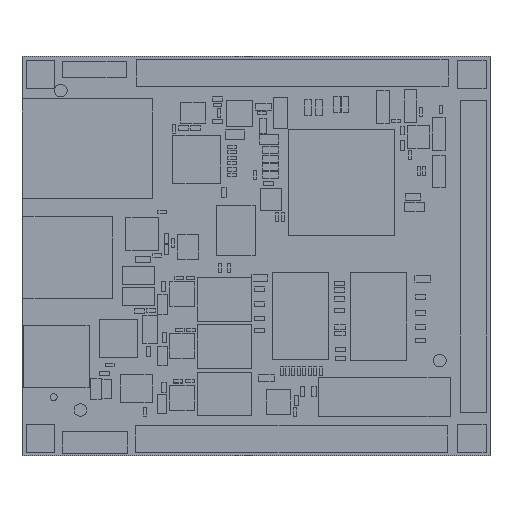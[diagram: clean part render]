
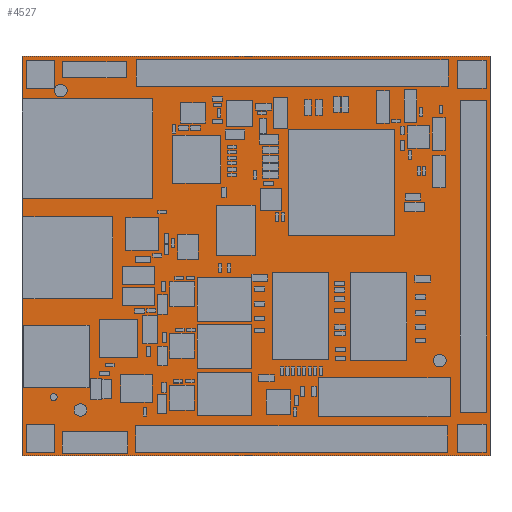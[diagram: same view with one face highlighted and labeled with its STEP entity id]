
A CAD part, top view. The second image highlights one B-rep face of the part: STEP entity #4527.
In plain terms, the highlighted planar face has unit normal (0, 0, 1).
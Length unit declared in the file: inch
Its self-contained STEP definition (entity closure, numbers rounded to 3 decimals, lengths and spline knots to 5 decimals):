
#1560=CIRCLE($,#3241,0.02269);
#1561=CIRCLE($,#3242,0.02269);
#1564=CIRCLE($,#3247,0.02269);
#1565=CIRCLE($,#3248,0.02269);
#1568=CIRCLE($,#3253,0.02269);
#1569=CIRCLE($,#3254,0.02269);
#1572=CIRCLE($,#3259,0.02269);
#1573=CIRCLE($,#3260,0.02269);
#1576=CIRCLE($,#3265,0.02175);
#1577=CIRCLE($,#3266,0.02175);
#1580=CIRCLE($,#3271,0.02205);
#1581=CIRCLE($,#3272,0.02205);
#1584=CIRCLE($,#3277,0.02269);
#1585=CIRCLE($,#3278,0.02269);
#1588=CIRCLE($,#3283,0.02269);
#1589=CIRCLE($,#3284,0.02269);
#2695=FACE_OUTER_BOUND($,#2965,.F.);
#2701=FACE_OUTER_BOUND($,#2971,.T.);
#2705=FACE_OUTER_BOUND($,#2975,.T.);
#2709=FACE_OUTER_BOUND($,#2979,.T.);
#2713=FACE_OUTER_BOUND($,#2983,.T.);
#2717=FACE_OUTER_BOUND($,#2987,.T.);
#2721=FACE_OUTER_BOUND($,#2991,.T.);
#2725=FACE_OUTER_BOUND($,#2995,.T.);
#2729=FACE_OUTER_BOUND($,#2999,.T.);
#2965=EDGE_LOOP($,(#4781,#4782,#4783,#4784));
#2971=EDGE_LOOP($,(#4805,#4806));
#2975=EDGE_LOOP($,(#4817,#4818));
#2979=EDGE_LOOP($,(#4829,#4830));
#2983=EDGE_LOOP($,(#4841,#4842));
#2987=EDGE_LOOP($,(#4853,#4854));
#2991=EDGE_LOOP($,(#4865,#4866));
#2995=EDGE_LOOP($,(#4877,#4878));
#2999=EDGE_LOOP($,(#4889,#4890));
#3235=AXIS2_PLACEMENT_3D($,#10045,#8588,$);
#3241=AXIS2_PLACEMENT_3D($,#10057,#8588,$);
#3242=AXIS2_PLACEMENT_3D($,#10058,#8588,$);
#3247=AXIS2_PLACEMENT_3D($,#10069,#8588,$);
#3248=AXIS2_PLACEMENT_3D($,#10070,#8588,$);
#3253=AXIS2_PLACEMENT_3D($,#10081,#8588,$);
#3254=AXIS2_PLACEMENT_3D($,#10082,#8588,$);
#3259=AXIS2_PLACEMENT_3D($,#10093,#8588,$);
#3260=AXIS2_PLACEMENT_3D($,#10094,#8588,$);
#3265=AXIS2_PLACEMENT_3D($,#10105,#8588,$);
#3266=AXIS2_PLACEMENT_3D($,#10106,#8588,$);
#3271=AXIS2_PLACEMENT_3D($,#10117,#8588,$);
#3272=AXIS2_PLACEMENT_3D($,#10118,#8588,$);
#3277=AXIS2_PLACEMENT_3D($,#10129,#8588,$);
#3278=AXIS2_PLACEMENT_3D($,#10130,#8588,$);
#3283=AXIS2_PLACEMENT_3D($,#10141,#8588,$);
#3284=AXIS2_PLACEMENT_3D($,#10142,#8588,$);
#4291=PLANE($,#3235);
#4527=ADVANCED_FACE($,(#2695,#2701,#2705,#2709,#2713,#2717,#2721,#2725,
#2729),#4291,.T.);
#4781=ORIENTED_EDGE($,*,*,#5825,.T.);
#4782=ORIENTED_EDGE($,*,*,#5826,.T.);
#4783=ORIENTED_EDGE($,*,*,#5827,.T.);
#4784=ORIENTED_EDGE($,*,*,#5828,.T.);
#4805=ORIENTED_EDGE($,*,*,#5838,.T.);
#4806=ORIENTED_EDGE($,*,*,#5839,.T.);
#4817=ORIENTED_EDGE($,*,*,#5845,.T.);
#4818=ORIENTED_EDGE($,*,*,#5846,.T.);
#4829=ORIENTED_EDGE($,*,*,#5852,.T.);
#4830=ORIENTED_EDGE($,*,*,#5853,.T.);
#4841=ORIENTED_EDGE($,*,*,#5859,.T.);
#4842=ORIENTED_EDGE($,*,*,#5860,.T.);
#4853=ORIENTED_EDGE($,*,*,#5866,.T.);
#4854=ORIENTED_EDGE($,*,*,#5867,.T.);
#4865=ORIENTED_EDGE($,*,*,#5873,.T.);
#4866=ORIENTED_EDGE($,*,*,#5874,.T.);
#4877=ORIENTED_EDGE($,*,*,#5880,.T.);
#4878=ORIENTED_EDGE($,*,*,#5881,.T.);
#4889=ORIENTED_EDGE($,*,*,#5887,.T.);
#4890=ORIENTED_EDGE($,*,*,#5888,.T.);
#5825=EDGE_CURVE($,#7463,#7464,#6929,.T.);
#5826=EDGE_CURVE($,#7464,#7465,#6930,.T.);
#5827=EDGE_CURVE($,#7465,#7466,#6931,.T.);
#5828=EDGE_CURVE($,#7466,#7463,#6932,.T.);
#5838=EDGE_CURVE($,#7473,#7474,#1560,.F.);
#5839=EDGE_CURVE($,#7474,#7473,#1561,.F.);
#5845=EDGE_CURVE($,#7479,#7480,#1564,.F.);
#5846=EDGE_CURVE($,#7480,#7479,#1565,.F.);
#5852=EDGE_CURVE($,#7485,#7486,#1568,.F.);
#5853=EDGE_CURVE($,#7486,#7485,#1569,.F.);
#5859=EDGE_CURVE($,#7491,#7492,#1572,.F.);
#5860=EDGE_CURVE($,#7492,#7491,#1573,.F.);
#5866=EDGE_CURVE($,#7497,#7498,#1576,.F.);
#5867=EDGE_CURVE($,#7498,#7497,#1577,.F.);
#5873=EDGE_CURVE($,#7503,#7504,#1580,.F.);
#5874=EDGE_CURVE($,#7504,#7503,#1581,.F.);
#5880=EDGE_CURVE($,#7509,#7510,#1584,.F.);
#5881=EDGE_CURVE($,#7510,#7509,#1585,.F.);
#5887=EDGE_CURVE($,#7515,#7516,#1588,.F.);
#5888=EDGE_CURVE($,#7516,#7515,#1589,.F.);
#6395=VECTOR($,#8591,2.51969);
#6396=VECTOR($,#8592,2.95276);
#6397=VECTOR($,#8593,2.51969);
#6398=VECTOR($,#8594,2.95276);
#6929=LINE($,#10044,#6395);
#6930=LINE($,#10045,#6396);
#6931=LINE($,#10046,#6397);
#6932=LINE($,#10047,#6398);
#7463=VERTEX_POINT($,#10044);
#7464=VERTEX_POINT($,#10045);
#7465=VERTEX_POINT($,#10046);
#7466=VERTEX_POINT($,#10047);
#7473=VERTEX_POINT($,#10054);
#7474=VERTEX_POINT($,#10055);
#7479=VERTEX_POINT($,#10066);
#7480=VERTEX_POINT($,#10067);
#7485=VERTEX_POINT($,#10078);
#7486=VERTEX_POINT($,#10079);
#7491=VERTEX_POINT($,#10090);
#7492=VERTEX_POINT($,#10091);
#7497=VERTEX_POINT($,#10102);
#7498=VERTEX_POINT($,#10103);
#7503=VERTEX_POINT($,#10114);
#7504=VERTEX_POINT($,#10115);
#7509=VERTEX_POINT($,#10126);
#7510=VERTEX_POINT($,#10127);
#7515=VERTEX_POINT($,#10138);
#7516=VERTEX_POINT($,#10139);
#8588=DIRECTION($,(0.,0.,1.));
#8591=DIRECTION($,(0.,1.,0.));
#8592=DIRECTION($,(1.,0.,0.));
#8593=DIRECTION($,(0.,-1.,0.));
#8594=DIRECTION($,(-1.,0.,0.));
#10044=CARTESIAN_POINT('',(0.,0.,0.));
#10045=CARTESIAN_POINT('',(0.,2.51969,0.));
#10046=CARTESIAN_POINT('',(2.95276,2.51969,0.));
#10047=CARTESIAN_POINT('',(2.95276,0.,0.));
#10054=CARTESIAN_POINT('',(0.2645,0.53839,0.));
#10055=CARTESIAN_POINT('',(0.21912,0.53839,0.));
#10057=CARTESIAN_POINT('',(0.24181,0.53839,0.));
#10058=CARTESIAN_POINT('',(0.24181,0.53839,0.));
#10066=CARTESIAN_POINT('',(0.2645,0.71161,0.));
#10067=CARTESIAN_POINT('',(0.21912,0.71161,0.));
#10069=CARTESIAN_POINT('',(0.24181,0.71161,0.));
#10070=CARTESIAN_POINT('',(0.24181,0.71161,0.));
#10078=CARTESIAN_POINT('',(0.2625,1.33661,0.));
#10079=CARTESIAN_POINT('',(0.21712,1.33661,0.));
#10081=CARTESIAN_POINT('',(0.23981,1.33661,0.));
#10082=CARTESIAN_POINT('',(0.23981,1.33661,0.));
#10090=CARTESIAN_POINT('',(0.2625,1.16339,0.));
#10091=CARTESIAN_POINT('',(0.21712,1.16339,0.));
#10093=CARTESIAN_POINT('',(0.23981,1.16339,0.));
#10094=CARTESIAN_POINT('',(0.23981,1.16339,0.));
#10102=CARTESIAN_POINT('',(0.22184,0.36984,0.));
#10103=CARTESIAN_POINT('',(0.17834,0.36984,0.));
#10105=CARTESIAN_POINT('',(0.20009,0.36984,0.));
#10106=CARTESIAN_POINT('',(0.20009,0.36984,0.));
#10114=CARTESIAN_POINT('',(0.22214,0.6848,0.));
#10115=CARTESIAN_POINT('',(0.17804,0.6848,0.));
#10117=CARTESIAN_POINT('',(0.20009,0.6848,0.));
#10118=CARTESIAN_POINT('',(0.20009,0.6848,0.));
#10126=CARTESIAN_POINT('',(0.26251,1.33661,0.));
#10127=CARTESIAN_POINT('',(0.21714,1.33661,0.));
#10129=CARTESIAN_POINT('',(0.23983,1.33661,0.));
#10130=CARTESIAN_POINT('',(0.23983,1.33661,0.));
#10138=CARTESIAN_POINT('',(0.26251,1.16339,0.));
#10139=CARTESIAN_POINT('',(0.21714,1.16339,0.));
#10141=CARTESIAN_POINT('',(0.23983,1.16339,0.));
#10142=CARTESIAN_POINT('',(0.23983,1.16339,0.));
